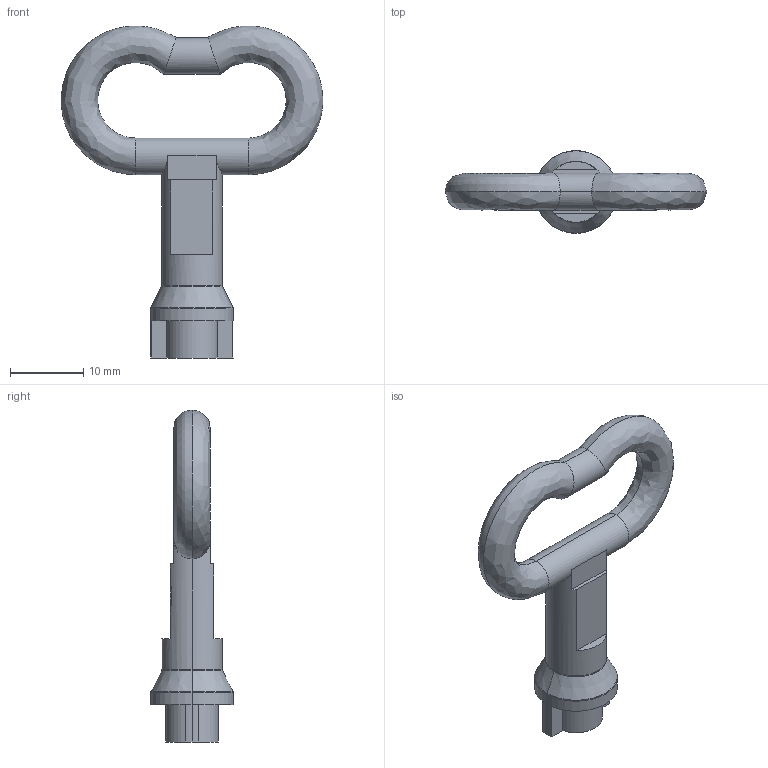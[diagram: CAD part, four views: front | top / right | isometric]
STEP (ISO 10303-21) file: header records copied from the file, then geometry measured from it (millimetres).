
FILE_DESCRIPTION (( 'STEP AP203' ), '1' );
FILE_NAME ('AP03.03.1.2.STEP', '2022-07-26T10:49:18', ( '' ), ( '' ), 'SwSTEP 2.0', 'SolidWorks 2021', '' );
FILE_SCHEMA (( 'CONFIG_CONTROL_DESIGN' ));
Length unit declared in the file: millimetre
Products named in the file (1): AP03.03.1.2
Bounding box: 35.66 x 11.3 x 45.29 mm (x, y, z)
Surface area: 2116.1 mm2 (no closed solid volume)
Topology: 0 solids, 1 shells, 67 faces, 181 edges, 116 vertices
Faces by surface type: plane 24, bspline 19, cylinder 18, torus 4, cone 2
Entity records: 3595 total; most frequent: CARTESIAN_POINT 1959, ORIENTED_EDGE 348, DIRECTION 279, EDGE_CURVE 181, VERTEX_POINT 116, AXIS2_PLACEMENT_3D 97, LINE 85, VECTOR 85
